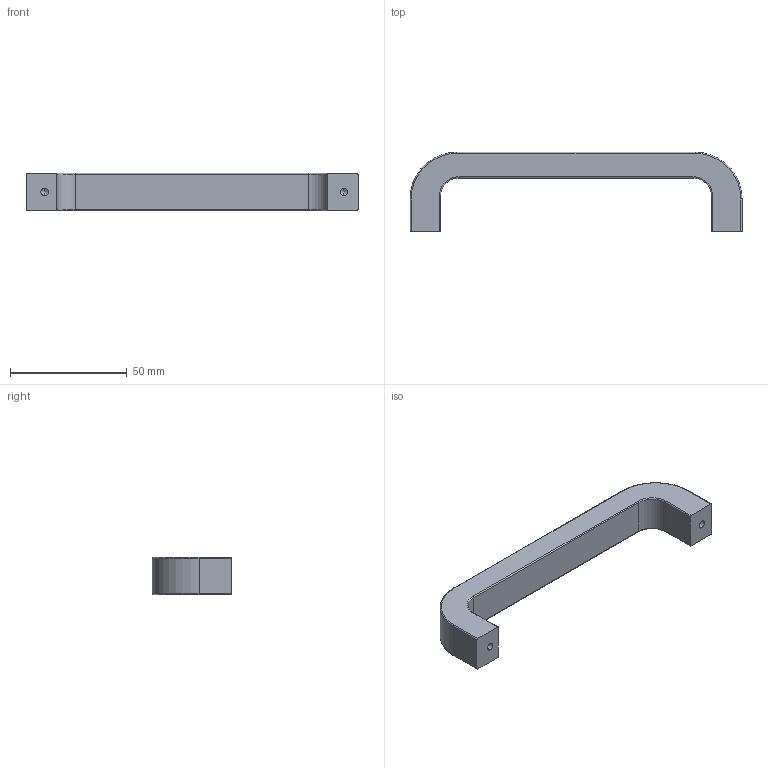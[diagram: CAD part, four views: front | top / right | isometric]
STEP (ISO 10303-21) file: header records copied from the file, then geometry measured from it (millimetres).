
FILE_DESCRIPTION (( 'STEP AP214' ), '1' );
FILE_NAME ('F004972,F004973_3D.step', '2022-08-15T13:40:47', ( '' ), ( '' ), 'SwSTEP 2.0', 'SolidWorks 2020', '' );
FILE_SCHEMA (( 'AUTOMOTIVE_DESIGN' ));
Length unit declared in the file: millimetre
Products named in the file (1): F004972,F004973_3D
Bounding box: 142 x 34 x 16 mm (x, y, z)
Volume: 32038.6 mm3; surface area: 10075.4 mm2
Topology: 1 solids, 1 shells, 42 faces, 100 edges, 58 vertices
Faces by surface type: cylinder 20, plane 10, torus 8, cone 4
Entity records: 1262 total; most frequent: DIRECTION 230, CARTESIAN_POINT 197, ORIENTED_EDGE 192, EDGE_CURVE 96, AXIS2_PLACEMENT_3D 91, VERTEX_POINT 58, VECTOR 48, CIRCLE 48
